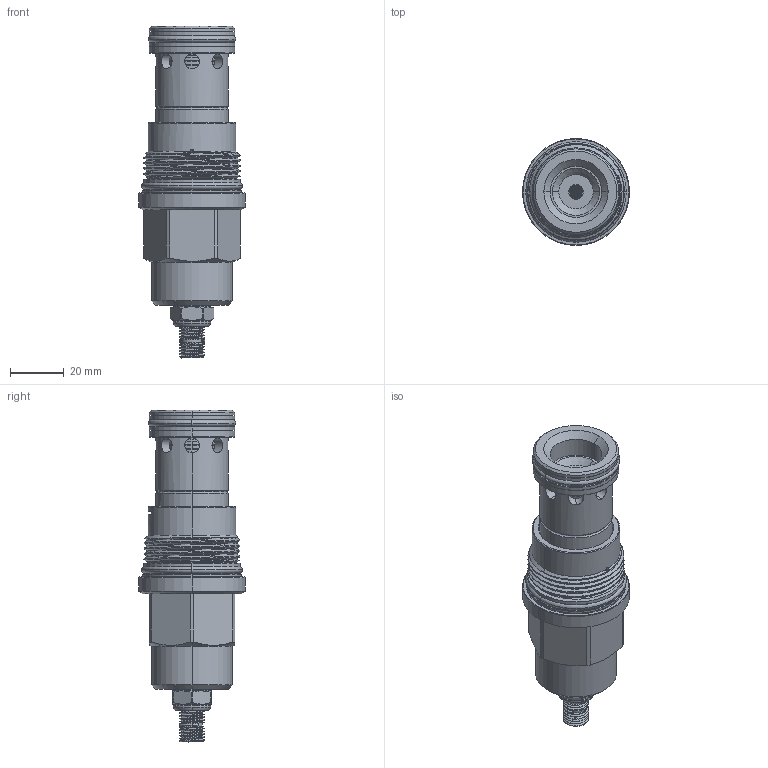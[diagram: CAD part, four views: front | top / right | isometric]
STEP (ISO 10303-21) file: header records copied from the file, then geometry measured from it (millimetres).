
FILE_DESCRIPTION (( 'STEP AP203' ), '1' );
FILE_NAME ('RP16A20-L.STEP', '2016-08-02T01:45:33', ( '' ), ( '' ), 'SwSTEP 2.0', 'SolidWorks 2012', '' );
FILE_SCHEMA (( 'CONFIG_CONTROL_DESIGN' ));
Length unit declared in the file: millimetre
Products named in the file (1): RP16A20-L
Bounding box: 39.67 x 39.67 x 123.14 mm (x, y, z)
Volume: 77456.2 mm3; surface area: 24066.7 mm2
Topology: 8 solids, 9 shells, 864 faces, 2399 edges, 1502 vertices
Faces by surface type: cylinder 632, cone 75, plane 72, torus 65, bspline 16, sphere 4
Entity records: 63064 total; most frequent: CARTESIAN_POINT 42235, ORIENTED_EDGE 4786, DIRECTION 3455, EDGE_CURVE 2393, VERTEX_POINT 1502, AXIS2_PLACEMENT_3D 1376, EDGE_LOOP 1275, B_SPLINE_CURVE_WITH_KNOTS 1025
